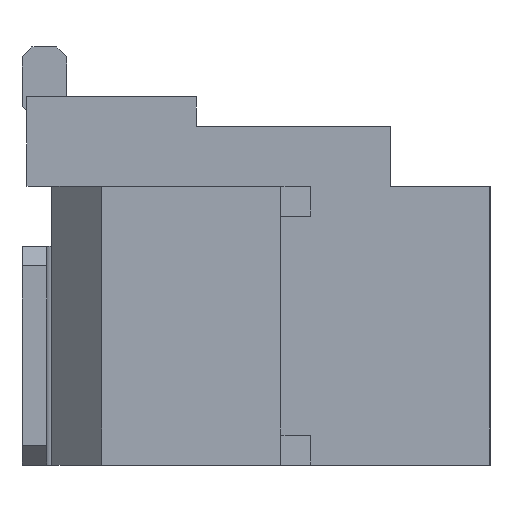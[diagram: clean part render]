
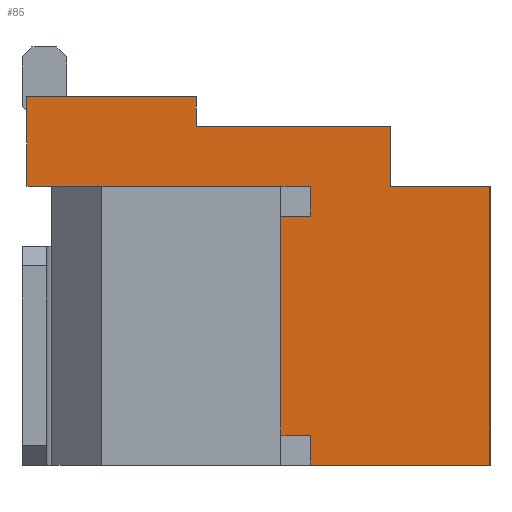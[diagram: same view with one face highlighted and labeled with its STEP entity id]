
A CAD part, left-side view. The second image highlights one B-rep face of the part: STEP entity #85.
In plain terms, the highlighted planar face has unit normal (-1, 0, 0).
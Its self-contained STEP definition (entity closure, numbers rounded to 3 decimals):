
#85=ADVANCED_FACE('',(#410),#252,.F.);
#252=PLANE('',#3414);
#410=FACE_OUTER_BOUND('',#581,.T.);
#581=EDGE_LOOP('',(#997,#998,#999,#1000,#1001,#1002,#1003,#1004,#1005,#1006,
#1007,#1008,#1009,#1010,#1011));
#997=ORIENTED_EDGE('',*,*,#1996,.T.);
#998=ORIENTED_EDGE('',*,*,#2219,.T.);
#999=ORIENTED_EDGE('',*,*,#2220,.F.);
#1000=ORIENTED_EDGE('',*,*,#2221,.F.);
#1001=ORIENTED_EDGE('',*,*,#1990,.T.);
#1002=ORIENTED_EDGE('',*,*,#2097,.F.);
#1003=ORIENTED_EDGE('',*,*,#2024,.F.);
#1004=ORIENTED_EDGE('',*,*,#2187,.T.);
#1005=ORIENTED_EDGE('',*,*,#2222,.F.);
#1006=ORIENTED_EDGE('',*,*,#2223,.T.);
#1007=ORIENTED_EDGE('',*,*,#2164,.F.);
#1008=ORIENTED_EDGE('',*,*,#2204,.F.);
#1009=ORIENTED_EDGE('',*,*,#2224,.F.);
#1010=ORIENTED_EDGE('',*,*,#2225,.T.);
#1011=ORIENTED_EDGE('',*,*,#2226,.T.);
#1676=VERTEX_POINT('',#4396);
#1677=VERTEX_POINT('',#4397);
#1682=VERTEX_POINT('',#4408);
#1683=VERTEX_POINT('',#4410);
#1706=VERTEX_POINT('',#4465);
#1707=VERTEX_POINT('',#4467);
#1794=VERTEX_POINT('',#4666);
#1830=VERTEX_POINT('',#4740);
#1831=VERTEX_POINT('',#4742);
#1851=VERTEX_POINT('',#4785);
#1861=VERTEX_POINT('',#4814);
#1870=VERTEX_POINT('',#4841);
#1871=VERTEX_POINT('',#4843);
#1872=VERTEX_POINT('',#4846);
#1873=VERTEX_POINT('',#4849);
#1990=EDGE_CURVE('',#1676,#1677,#2465,.T.);
#1996=EDGE_CURVE('',#1683,#1682,#2471,.T.);
#2024=EDGE_CURVE('',#1706,#1707,#2499,.T.);
#2097=EDGE_CURVE('',#1707,#1677,#2569,.T.);
#2164=EDGE_CURVE('',#1830,#1831,#2635,.T.);
#2187=EDGE_CURVE('',#1706,#1851,#2654,.T.);
#2204=EDGE_CURVE('',#1861,#1830,#2671,.T.);
#2219=EDGE_CURVE('',#1682,#1870,#2686,.T.);
#2220=EDGE_CURVE('',#1871,#1870,#2687,.T.);
#2221=EDGE_CURVE('',#1676,#1871,#2688,.T.);
#2222=EDGE_CURVE('',#1872,#1851,#2689,.T.);
#2223=EDGE_CURVE('',#1872,#1831,#2690,.T.);
#2224=EDGE_CURVE('',#1873,#1861,#2691,.T.);
#2225=EDGE_CURVE('',#1873,#1794,#2692,.T.);
#2226=EDGE_CURVE('',#1794,#1683,#2693,.T.);
#2465=LINE('',#4395,#2924);
#2471=LINE('',#4409,#2930);
#2499=LINE('',#4466,#2958);
#2569=LINE('',#4610,#3028);
#2635=LINE('',#4741,#3094);
#2654=LINE('',#4786,#3113);
#2671=LINE('',#4815,#3130);
#2686=LINE('',#4840,#3145);
#2687=LINE('',#4842,#3146);
#2688=LINE('',#4844,#3147);
#2689=LINE('',#4845,#3148);
#2690=LINE('',#4847,#3149);
#2691=LINE('',#4848,#3150);
#2692=LINE('',#4850,#3151);
#2693=LINE('',#4851,#3152);
#2924=VECTOR('',#3569,1.);
#2930=VECTOR('',#3577,1.);
#2958=VECTOR('',#3615,1.);
#3028=VECTOR('',#3705,1.);
#3094=VECTOR('',#3781,1.);
#3113=VECTOR('',#3810,1.);
#3130=VECTOR('',#3831,1.);
#3145=VECTOR('',#3850,1.);
#3146=VECTOR('',#3851,1.);
#3147=VECTOR('',#3852,1.);
#3148=VECTOR('',#3853,1.);
#3149=VECTOR('',#3854,1.);
#3150=VECTOR('',#3855,1.);
#3151=VECTOR('',#3856,1.);
#3152=VECTOR('',#3857,1.);
#3414=AXIS2_PLACEMENT_3D('',#4852,#3858,#3859);
#3569=DIRECTION('',(0.,0.,-1.));
#3577=DIRECTION('',(0.,0.,-1.));
#3615=DIRECTION('',(0.,0.,-1.));
#3705=DIRECTION('',(0.,1.,0.));
#3781=DIRECTION('',(0.,0.,-1.));
#3810=DIRECTION('',(0.,1.,0.));
#3831=DIRECTION('',(0.,-1.,0.));
#3850=DIRECTION('',(0.,1.,0.));
#3851=DIRECTION('',(0.,0.,1.));
#3852=DIRECTION('',(0.,1.,0.));
#3853=DIRECTION('',(0.,0.,-1.));
#3854=DIRECTION('',(0.,1.,0.));
#3855=DIRECTION('',(0.,0.,1.));
#3856=DIRECTION('',(0.,-1.,0.));
#3857=DIRECTION('',(0.,-1.,0.));
#3858=DIRECTION('',(1.,0.,0.));
#3859=DIRECTION('',(0.,0.,-1.));
#4395=CARTESIAN_POINT('',(-3.375,2.8,2.8));
#4396=CARTESIAN_POINT('',(-3.375,2.8,0.3));
#4397=CARTESIAN_POINT('',(-3.375,2.8,0.));
#4408=CARTESIAN_POINT('',(-3.375,2.8,2.5));
#4409=CARTESIAN_POINT('',(-3.375,2.8,2.8));
#4410=CARTESIAN_POINT('',(-3.375,2.8,2.8));
#4465=CARTESIAN_POINT('',(-3.375,1.,2.8));
#4466=CARTESIAN_POINT('',(-3.375,1.,0.4));
#4467=CARTESIAN_POINT('',(-3.375,1.,0.));
#4610=CARTESIAN_POINT('',(-3.375,1.,0.));
#4666=CARTESIAN_POINT('',(-3.375,5.4,2.8));
#4740=CARTESIAN_POINT('',(-3.375,3.95,3.7));
#4741=CARTESIAN_POINT('',(-3.375,3.95,3.7));
#4742=CARTESIAN_POINT('',(-3.375,3.95,3.4));
#4785=CARTESIAN_POINT('',(-3.375,2.,2.8));
#4786=CARTESIAN_POINT('',(-3.375,-25.255,2.8));
#4814=CARTESIAN_POINT('',(-3.375,5.65,3.7));
#4815=CARTESIAN_POINT('',(-3.375,5.4,3.7));
#4840=CARTESIAN_POINT('',(-3.375,2.75,2.5));
#4841=CARTESIAN_POINT('',(-3.375,3.6,2.5));
#4842=CARTESIAN_POINT('',(-3.375,3.6,0.3));
#4843=CARTESIAN_POINT('',(-3.375,3.6,0.3));
#4844=CARTESIAN_POINT('',(-3.375,2.75,0.3));
#4845=CARTESIAN_POINT('',(-3.375,2.,3.4));
#4846=CARTESIAN_POINT('',(-3.375,2.,3.4));
#4847=CARTESIAN_POINT('',(-3.375,2.,3.4));
#4848=CARTESIAN_POINT('',(-3.375,5.65,2.8));
#4849=CARTESIAN_POINT('',(-3.375,5.65,2.8));
#4850=CARTESIAN_POINT('',(-3.375,5.65,2.8));
#4851=CARTESIAN_POINT('',(-3.375,5.4,2.8));
#4852=CARTESIAN_POINT('',(-3.375,0.,0.));
